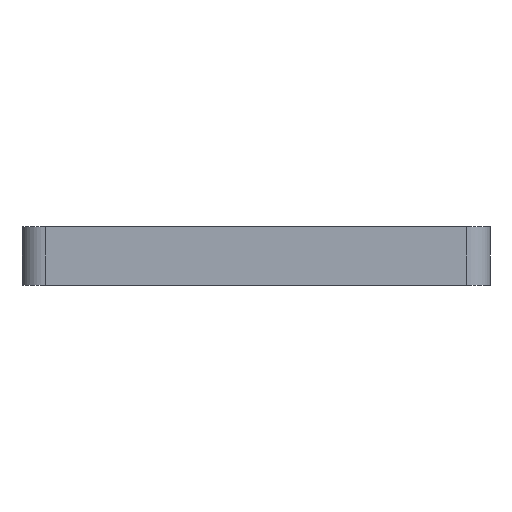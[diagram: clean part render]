
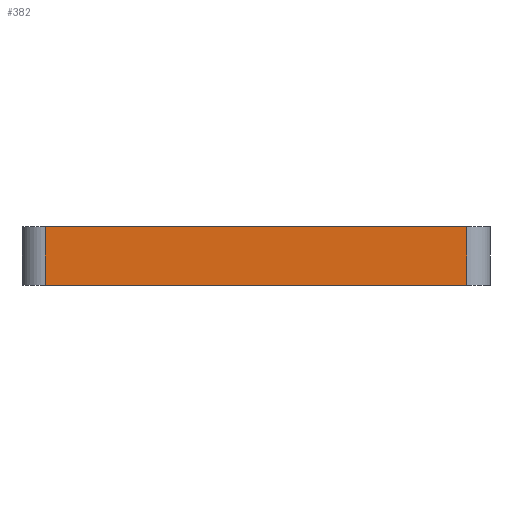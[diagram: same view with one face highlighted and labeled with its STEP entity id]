
A CAD part, left-side view. The second image highlights one B-rep face of the part: STEP entity #382.
In plain terms, the highlighted planar face has unit normal (-1, 0, 0).
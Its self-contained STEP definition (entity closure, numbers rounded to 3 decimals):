
#13 = CARTESIAN_POINT ( 'NONE',  ( -100., -18., 5. ) ) ;
#37 = CARTESIAN_POINT ( 'NONE',  ( -100., -18., 0. ) ) ;
#79 = CARTESIAN_POINT ( 'NONE',  ( -100., 18., 0. ) ) ;
#81 = LINE ( 'NONE', #158, #197 ) ;
#106 = EDGE_CURVE ( 'NONE', #157, #749, #81, .T. ) ;
#121 = VERTEX_POINT ( 'NONE', #473 ) ;
#126 = ORIENTED_EDGE ( 'NONE', *, *, #106, .T. ) ;
#157 = VERTEX_POINT ( 'NONE', #824 ) ;
#158 = CARTESIAN_POINT ( 'NONE',  ( -100., 18., 5. ) ) ;
#162 = ORIENTED_EDGE ( 'NONE', *, *, #628, .T. ) ;
#167 = LINE ( 'NONE', #717, #228 ) ;
#180 = CARTESIAN_POINT ( 'NONE',  ( -100., 20., 5. ) ) ;
#186 = VERTEX_POINT ( 'NONE', #37 ) ;
#197 = VECTOR ( 'NONE', #735, 1000. ) ;
#228 = VECTOR ( 'NONE', #528, 1000. ) ;
#234 = VECTOR ( 'NONE', #257, 1000. ) ;
#255 = DIRECTION ( 'NONE',  ( 0., 1., 0. ) ) ;
#257 = DIRECTION ( 'NONE',  ( 0., -1., 0. ) ) ;
#283 = LINE ( 'NONE', #13, #369 ) ;
#328 = PLANE ( 'NONE',  #507 ) ;
#360 = ORIENTED_EDGE ( 'NONE', *, *, #724, .F. ) ;
#369 = VECTOR ( 'NONE', #468, 1000. ) ;
#382 = ADVANCED_FACE ( 'NONE', ( #476 ), #328, .F. ) ;
#468 = DIRECTION ( 'NONE',  ( 0., 0., 1. ) ) ;
#473 = CARTESIAN_POINT ( 'NONE',  ( -100., -18., 5. ) ) ;
#476 = FACE_OUTER_BOUND ( 'NONE', #636, .T. ) ;
#507 = AXIS2_PLACEMENT_3D ( 'NONE', #180, #522, #255 ) ;
#522 = DIRECTION ( 'NONE',  ( 1., 0., 0. ) ) ;
#528 = DIRECTION ( 'NONE',  ( 0., -1., 0. ) ) ;
#628 = EDGE_CURVE ( 'NONE', #186, #121, #283, .T. ) ;
#636 = EDGE_LOOP ( 'NONE', ( #360, #126, #746, #162 ) ) ;
#656 = CARTESIAN_POINT ( 'NONE',  ( -100., 20., 0. ) ) ;
#695 = EDGE_CURVE ( 'NONE', #749, #186, #712, .T. ) ;
#712 = LINE ( 'NONE', #656, #234 ) ;
#717 = CARTESIAN_POINT ( 'NONE',  ( -100., 20., 5. ) ) ;
#724 = EDGE_CURVE ( 'NONE', #157, #121, #167, .T. ) ;
#735 = DIRECTION ( 'NONE',  ( 0., 0., -1. ) ) ;
#746 = ORIENTED_EDGE ( 'NONE', *, *, #695, .T. ) ;
#749 = VERTEX_POINT ( 'NONE', #79 ) ;
#824 = CARTESIAN_POINT ( 'NONE',  ( -100., 18., 5. ) ) ;
